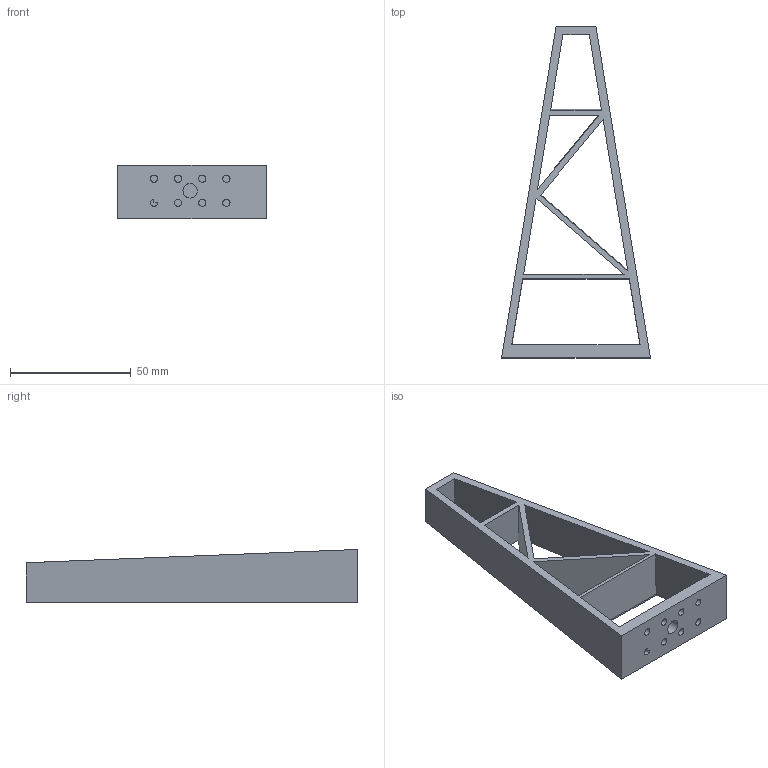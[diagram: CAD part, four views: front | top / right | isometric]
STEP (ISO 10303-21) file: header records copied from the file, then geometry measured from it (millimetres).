
FILE_DESCRIPTION(/* description */ (''),/* implementation_level */ '2;1');
FILE_NAME(/* name */ 'link_3.step',/* time_stamp */ '2023-01-30T19:26:53+05:30',/* author */ (''),/* organization */ (''),/* preprocessor_version */ 'ST-DEVELOPER v19',/* originating_system */ 'Autodesk Translation Framework v11.7.0.108',/* authorisation */ '');
FILE_SCHEMA (('AUTOMOTIVE_DESIGN { 1 0 10303 214 3 1 1 }'));
Length unit declared in the file: millimetre
Products named in the file (1): spiderbot link 3 final new
Bounding box: 61.6 x 137.5 x 22 mm (x, y, z)
Volume: 30759.2 mm3; surface area: 22521.1 mm2
Topology: 1 solids, 1 shells, 39 faces, 107 edges, 70 vertices
Faces by surface type: plane 29, cylinder 10
Full cylindrical faces by diameter (mm): 3 x8, 6 x1
Entity records: 1322 total; most frequent: CARTESIAN_POINT 217, ORIENTED_EDGE 214, DIRECTION 207, EDGE_CURVE 107, LINE 87, VECTOR 87, VERTEX_POINT 70, EDGE_LOOP 69
